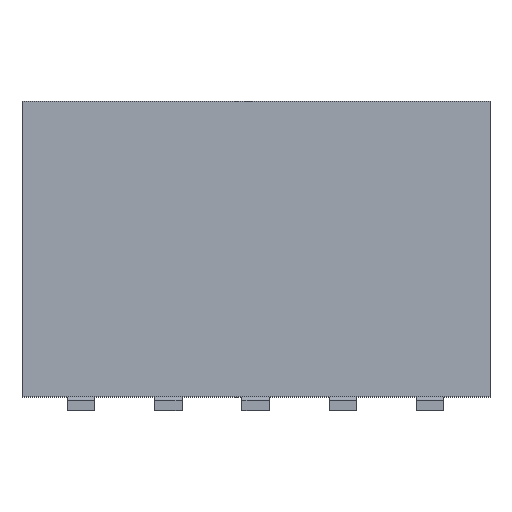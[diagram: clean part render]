
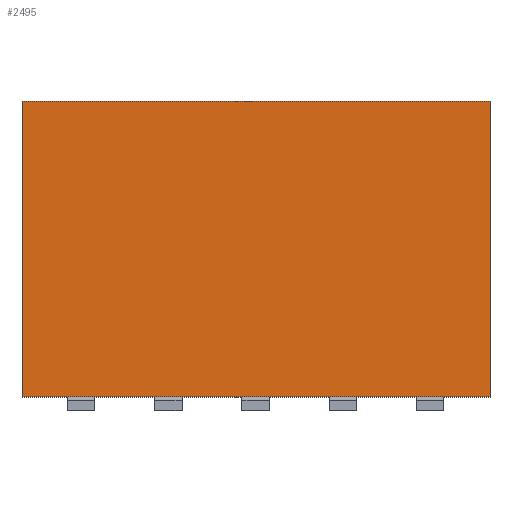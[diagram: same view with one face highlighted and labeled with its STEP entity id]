
A CAD part, top view. The second image highlights one B-rep face of the part: STEP entity #2495.
In plain terms, the highlighted planar face has unit normal (0, 0, 1).
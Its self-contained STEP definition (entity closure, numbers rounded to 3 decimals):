
#73=DIRECTION('',(1.,0.,0.));
#74=VECTOR('',#73,6.81);
#75=CARTESIAN_POINT('',(-3.405,0.,1.5));
#76=LINE('1343',#75,#74);
#77=DIRECTION('',(-1.,0.,0.));
#78=VECTOR('',#77,6.81);
#79=CARTESIAN_POINT('',(3.405,-4.3,1.5));
#80=LINE('1442',#79,#78);
#81=DIRECTION('',(0.,1.,0.));
#82=VECTOR('',#81,4.3);
#83=CARTESIAN_POINT('',(-3.405,-4.3,1.5));
#84=LINE('1453',#83,#82);
#93=DIRECTION('',(0.,1.,0.));
#94=VECTOR('',#93,4.3);
#95=CARTESIAN_POINT('',(3.405,-4.3,1.5));
#96=LINE('1457',#95,#94);
#1618=CARTESIAN_POINT('',(-3.405,0.,1.5));
#1620=VERTEX_POINT('',#1618);
#1623=CARTESIAN_POINT('',(3.405,0.,1.5));
#1624=VERTEX_POINT('',#1623);
#1823=CARTESIAN_POINT('',(-3.405,-4.3,1.5));
#1824=VERTEX_POINT('',#1823);
#1825=CARTESIAN_POINT('',(3.405,-4.3,1.5));
#1826=VERTEX_POINT('',#1825);
#2483=CARTESIAN_POINT('',(0.,-2.15,1.5));
#2484=DIRECTION('',(0.,0.,1.));
#2485=DIRECTION('',(1.,0.,0.));
#2486=AXIS2_PLACEMENT_3D('',#2483,#2484,#2485);
#2487=PLANE('1743',#2486);
#2488=ORIENTED_EDGE('1343',*,*,#2140,.T.);
#2490=ORIENTED_EDGE('1457',*,*,#2489,.F.);
#2491=ORIENTED_EDGE('1442',*,*,#2458,.T.);
#2492=ORIENTED_EDGE('1453',*,*,#2257,.T.);
#2493=EDGE_LOOP('1743',(#2488,#2490,#2491,#2492));
#2494=FACE_OUTER_BOUND('1743',#2493,.F.);
#2495=ADVANCED_FACE('1743',(#2494),#2487,.T.);
#2140=EDGE_CURVE('1343',#1620,#1624,#76,.T.);
#2257=EDGE_CURVE('1453',#1824,#1620,#84,.T.);
#2458=EDGE_CURVE('1442',#1826,#1824,#80,.T.);
#2489=EDGE_CURVE('1457',#1826,#1624,#96,.T.);
